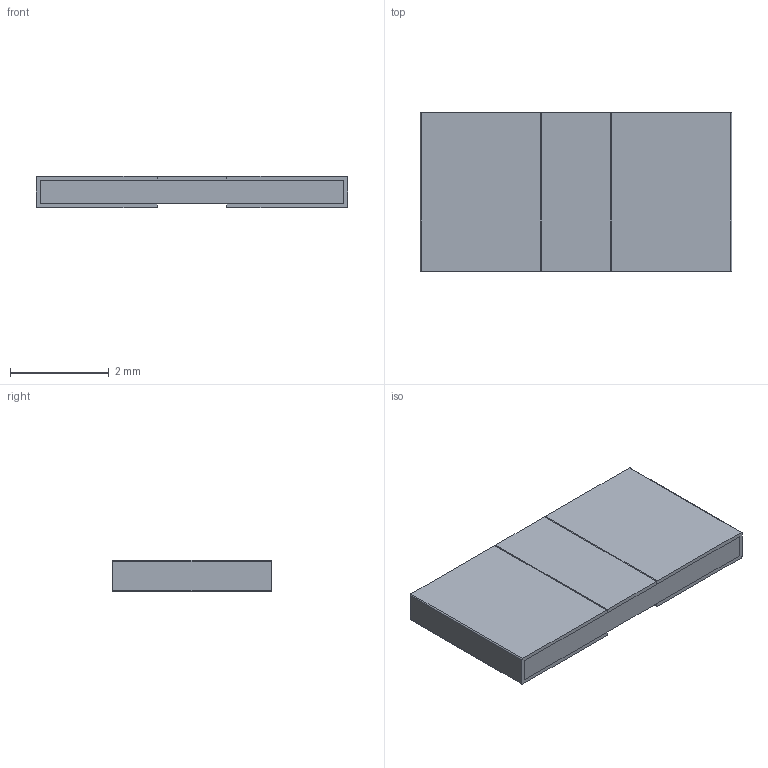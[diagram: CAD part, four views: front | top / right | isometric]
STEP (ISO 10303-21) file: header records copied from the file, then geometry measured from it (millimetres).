
FILE_DESCRIPTION(('FreeCAD Model'),'2;1');
FILE_NAME('r_2412_h05.step','2016-10-31T12:19:35',('Author' ),(''),'Open CASCADE STEP processor 6.9','FreeCAD','Unknown');
FILE_SCHEMA(('AUTOMOTIVE_DESIGN { 1 0 10303 214 1 1 1 1 }'));
Length unit declared in the file: millimetre
Products named in the file (2): ASSEMBLY; r_2412_h05
Assembly tree (1 placements, depth 2):
  ASSEMBLY
    r_2412_h05
Bounding box: 6.3 x 3.2 x 0.64 mm (x, y, z)
Volume: 12.4 mm3; surface area: 52.7 mm2
Topology: 1 solids, 1 shells, 28 faces, 78 edges, 52 vertices
Faces by surface type: plane 20, cylinder 8
Entity records: 2162 total; most frequent: CARTESIAN_POINT 366, DIRECTION 300, LINE 200, VECTOR 200, ORIENTED_EDGE 156, PCURVE 156, DEFINITIONAL_REPRESENTATION 156, EDGE_CURVE 78
